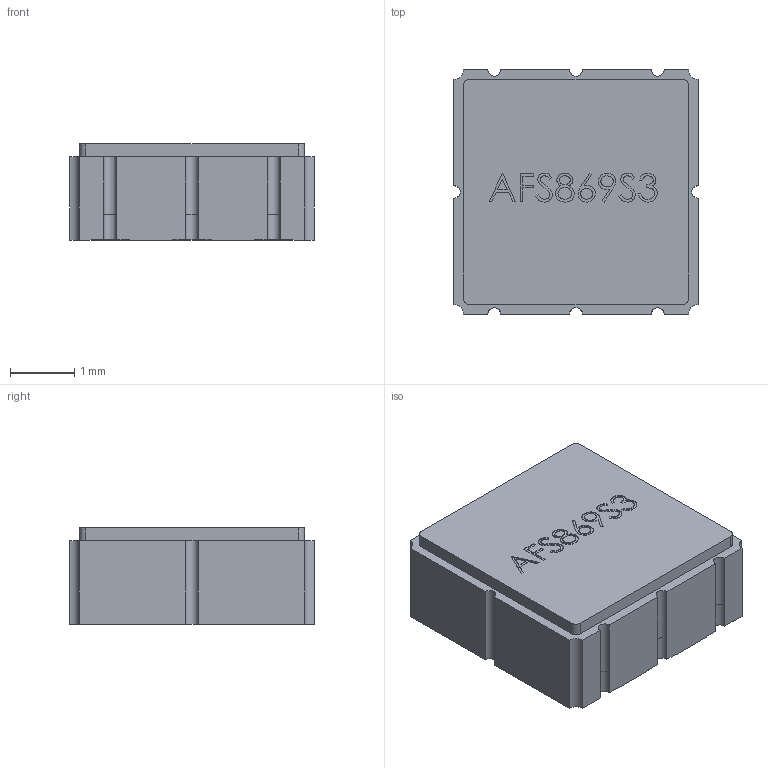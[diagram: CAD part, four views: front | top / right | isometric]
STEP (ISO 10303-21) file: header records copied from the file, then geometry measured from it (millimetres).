
FILE_DESCRIPTION (( 'STEP AP214' ), '1' );
FILE_NAME ('AFS869S3.STEP', '2013-09-02T07:43:07', ( '' ), ( '' ), 'SwSTEP 2.0', 'SolidWorks 2012', '' );
FILE_SCHEMA (( 'AUTOMOTIVE_DESIGN' ));
Length unit declared in the file: millimetre
Products named in the file (1): AFS869S3
Bounding box: 3.8 x 3.8 x 1.5 mm (x, y, z)
Volume: 20.9 mm3; surface area: 52.2 mm2
Topology: 1 solids, 1 shells, 192 faces, 528 edges, 352 vertices
Faces by surface type: plane 90, bspline 79, cylinder 23
Entity records: 12028 total; most frequent: CARTESIAN_POINT 5496, ORIENTED_EDGE 1056, DIRECTION 638, EDGE_CURVE 528, VERTEX_POINT 352, VECTOR 330, LINE 330, EDGE_LOOP 206
